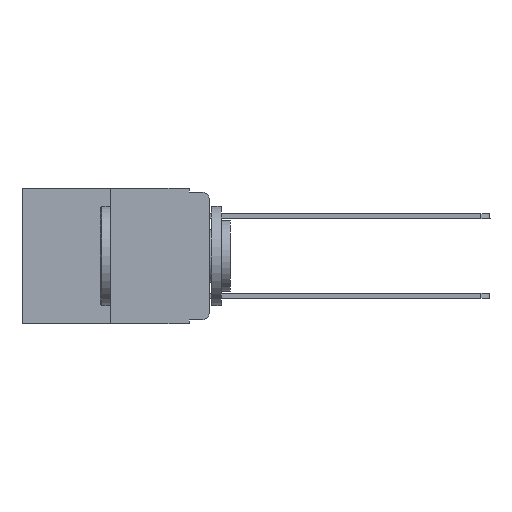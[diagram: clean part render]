
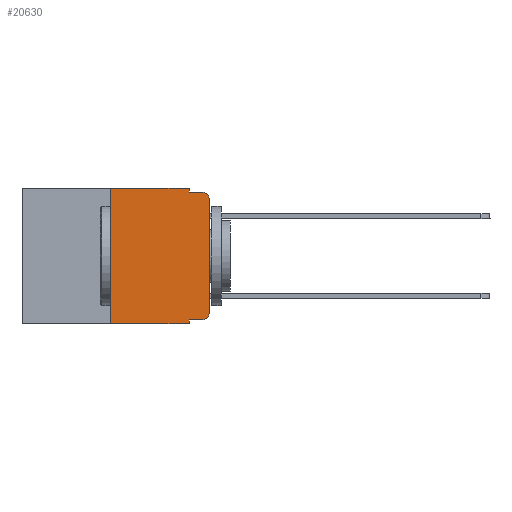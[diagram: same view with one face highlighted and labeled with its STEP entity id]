
A CAD part, left-side view. The second image highlights one B-rep face of the part: STEP entity #20630.
In plain terms, the highlighted planar face has unit normal (-1, 0, 0).
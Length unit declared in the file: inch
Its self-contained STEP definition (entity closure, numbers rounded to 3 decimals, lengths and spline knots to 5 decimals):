
#45 = VERTEX_POINT ( 'NONE', #21904 ) ;
#292 = VERTEX_POINT ( 'NONE', #3696 ) ;
#604 = VECTOR ( 'NONE', #23809, 39.37008 ) ;
#879 = VERTEX_POINT ( 'NONE', #13258 ) ;
#1108 = DIRECTION ( 'NONE',  ( 1., 0., 0. ) ) ;
#1403 = CARTESIAN_POINT ( 'NONE',  ( 0., 0.02, -0.01 ) ) ;
#2291 = ORIENTED_EDGE ( 'NONE', *, *, #17832, .T. ) ;
#2513 = EDGE_CURVE ( 'NONE', #12592, #22993, #19970, .T. ) ;
#2587 = CARTESIAN_POINT ( 'NONE',  ( 0., 0.02, -0.313 ) ) ;
#2989 = FACE_OUTER_BOUND ( 'NONE', #14612, .T. ) ;
#3696 = CARTESIAN_POINT ( 'NONE',  ( 0., 0., -0.03 ) ) ;
#4043 = VECTOR ( 'NONE', #17878, 39.37008 ) ;
#4347 = ORIENTED_EDGE ( 'NONE', *, *, #10351, .T. ) ;
#4438 = CARTESIAN_POINT ( 'NONE',  ( 0., 0., 0. ) ) ;
#5096 = CARTESIAN_POINT ( 'NONE',  ( 0., 0.25, 0. ) ) ;
#5486 = CARTESIAN_POINT ( 'NONE',  ( 0., 0.051, -0.01 ) ) ;
#5685 = ORIENTED_EDGE ( 'NONE', *, *, #2513, .F. ) ;
#5731 = EDGE_CURVE ( 'NONE', #22993, #21832, #22918, .T. ) ;
#6070 = DIRECTION ( 'NONE',  ( 0., 0., -1. ) ) ;
#6105 = DIRECTION ( 'NONE',  ( 0., -1., 0. ) ) ;
#6191 = VECTOR ( 'NONE', #8769, 39.37008 ) ;
#6202 = ORIENTED_EDGE ( 'NONE', *, *, #11688, .T. ) ;
#6324 = CARTESIAN_POINT ( 'NONE',  ( 0., 0.02, -0.03 ) ) ;
#6501 = DIRECTION ( 'NONE',  ( 0., 0., 1. ) ) ;
#7410 = ORIENTED_EDGE ( 'NONE', *, *, #23426, .F. ) ;
#7478 = ORIENTED_EDGE ( 'NONE', *, *, #23812, .F. ) ;
#8250 = LINE ( 'NONE', #19694, #22959 ) ;
#8507 = VECTOR ( 'NONE', #19147, 39.37008 ) ;
#8648 = CARTESIAN_POINT ( 'NONE',  ( 0., 0.051, 0. ) ) ;
#8710 = DIRECTION ( 'NONE',  ( 0., 0., -1. ) ) ;
#8769 = DIRECTION ( 'NONE',  ( 0., 0., -1. ) ) ;
#9725 = LINE ( 'NONE', #17305, #23791 ) ;
#10351 = EDGE_CURVE ( 'NONE', #17582, #22962, #19751, .T. ) ;
#11139 = VERTEX_POINT ( 'NONE', #17177 ) ;
#11283 = VECTOR ( 'NONE', #13946, 39.37008 ) ;
#11477 = DIRECTION ( 'NONE',  ( 0., 0., -1. ) ) ;
#11688 = EDGE_CURVE ( 'NONE', #11139, #292, #15769, .T. ) ;
#12147 = DIRECTION ( 'NONE',  ( 0., -1., 0. ) ) ;
#12592 = VERTEX_POINT ( 'NONE', #16902 ) ;
#12610 = AXIS2_PLACEMENT_3D ( 'NONE', #6324, #20933, #11477 ) ;
#13258 = CARTESIAN_POINT ( 'NONE',  ( 0., 0.25, -0.343 ) ) ;
#13761 = EDGE_CURVE ( 'NONE', #17582, #45, #17558, .T. ) ;
#13918 = VERTEX_POINT ( 'NONE', #5096 ) ;
#13938 = PLANE ( 'NONE',  #19414 ) ;
#13946 = DIRECTION ( 'NONE',  ( 0., 0., -1. ) ) ;
#14612 = EDGE_LOOP ( 'NONE', ( #6202, #23156, #22233, #5685, #7478, #7410, #15500, #22050, #4347, #2291 ) ) ;
#15500 = ORIENTED_EDGE ( 'NONE', *, *, #17114, .T. ) ;
#15769 = LINE ( 'NONE', #4438, #4043 ) ;
#15819 = CARTESIAN_POINT ( 'NONE',  ( 0., 0.051, 0. ) ) ;
#16176 = CARTESIAN_POINT ( 'NONE',  ( 0., 0.473, 0. ) ) ;
#16192 = CARTESIAN_POINT ( 'NONE',  ( 0., 0.473, -0.343 ) ) ;
#16342 = CARTESIAN_POINT ( 'NONE',  ( 0., 0.051, -0.333 ) ) ;
#16406 = CARTESIAN_POINT ( 'NONE',  ( 0., 0.051, -0.333 ) ) ;
#16902 = CARTESIAN_POINT ( 'NONE',  ( 0., 0.051, 0. ) ) ;
#17114 = EDGE_CURVE ( 'NONE', #879, #45, #18052, .T. ) ;
#17177 = CARTESIAN_POINT ( 'NONE',  ( 0., 0., -0.313 ) ) ;
#17305 = CARTESIAN_POINT ( 'NONE',  ( 0., 0.473, 0. ) ) ;
#17558 = LINE ( 'NONE', #15819, #11283 ) ;
#17582 = VERTEX_POINT ( 'NONE', #16406 ) ;
#17832 = EDGE_CURVE ( 'NONE', #22962, #11139, #22518, .T. ) ;
#17878 = DIRECTION ( 'NONE',  ( 0., 0., 1. ) ) ;
#18052 = LINE ( 'NONE', #16192, #604 ) ;
#18331 = VECTOR ( 'NONE', #12147, 39.37008 ) ;
#19147 = DIRECTION ( 'NONE',  ( 0., -1., 0. ) ) ;
#19211 = EDGE_CURVE ( 'NONE', #292, #21832, #23372, .T. ) ;
#19373 = CARTESIAN_POINT ( 'NONE',  ( 0., 0.02, -0.333 ) ) ;
#19414 = AXIS2_PLACEMENT_3D ( 'NONE', #16176, #1108, #8710 ) ;
#19694 = CARTESIAN_POINT ( 'NONE',  ( 0., 0.25, 0. ) ) ;
#19751 = LINE ( 'NONE', #16342, #18331 ) ;
#19970 = LINE ( 'NONE', #8648, #6191 ) ;
#20630 = ADVANCED_FACE ( 'NONE', ( #2989 ), #13938, .F. ) ;
#20933 = DIRECTION ( 'NONE',  ( -1., 0., 0. ) ) ;
#21019 = CARTESIAN_POINT ( 'NONE',  ( 0., 0.051, -0.01 ) ) ;
#21320 = AXIS2_PLACEMENT_3D ( 'NONE', #2587, #23130, #6070 ) ;
#21832 = VERTEX_POINT ( 'NONE', #1403 ) ;
#21904 = CARTESIAN_POINT ( 'NONE',  ( 0., 0.051, -0.343 ) ) ;
#22050 = ORIENTED_EDGE ( 'NONE', *, *, #13761, .F. ) ;
#22233 = ORIENTED_EDGE ( 'NONE', *, *, #5731, .F. ) ;
#22518 = CIRCLE ( 'NONE', #21320, 0.02 ) ;
#22918 = LINE ( 'NONE', #5486, #8507 ) ;
#22959 = VECTOR ( 'NONE', #6501, 39.37008 ) ;
#22962 = VERTEX_POINT ( 'NONE', #19373 ) ;
#22993 = VERTEX_POINT ( 'NONE', #21019 ) ;
#23130 = DIRECTION ( 'NONE',  ( -1., 0., 0. ) ) ;
#23156 = ORIENTED_EDGE ( 'NONE', *, *, #19211, .T. ) ;
#23372 = CIRCLE ( 'NONE', #12610, 0.02 ) ;
#23426 = EDGE_CURVE ( 'NONE', #879, #13918, #8250, .T. ) ;
#23791 = VECTOR ( 'NONE', #6105, 39.37008 ) ;
#23809 = DIRECTION ( 'NONE',  ( 0., -1., 0. ) ) ;
#23812 = EDGE_CURVE ( 'NONE', #13918, #12592, #9725, .T. ) ;
